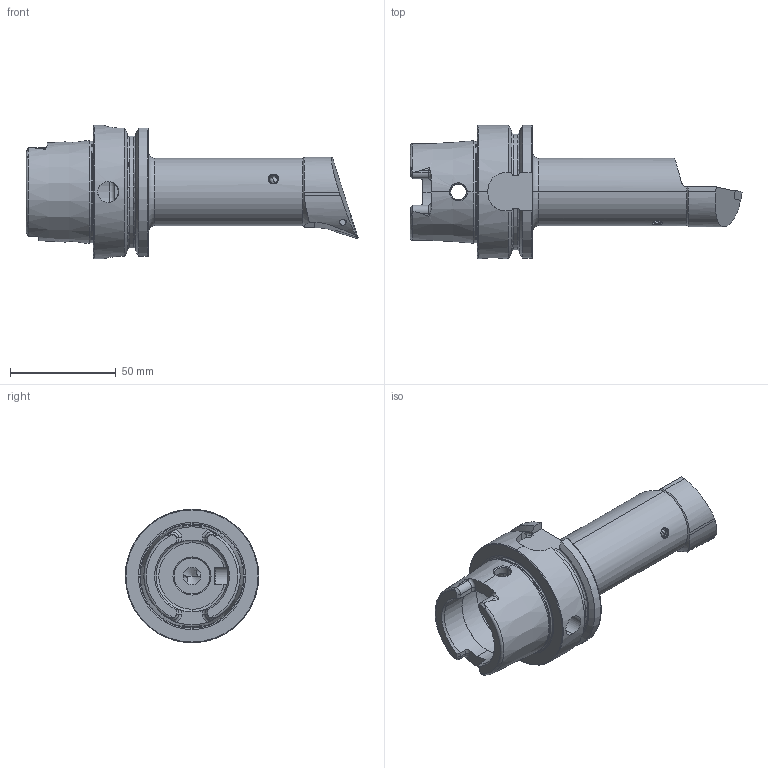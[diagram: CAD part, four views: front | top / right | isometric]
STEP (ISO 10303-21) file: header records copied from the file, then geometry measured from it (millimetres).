
FILE_DESCRIPTION (( 'STEP AP214' ), '1' );
FILE_NAME ('HA6.BDB.RQB.125.STEP', '2020-09-11T06:31:45', ( '' ), ( '' ), 'SwSTEP 2.0', 'SolidWorks 2017', '' );
FILE_SCHEMA (( 'AUTOMOTIVE_DESIGN' ));
Length unit declared in the file: millimetre
Products named in the file (5): HA6-BDB.RQB.125_B; WCB-ER2.001.009_A; DCMT11T304; HA6.BDB.RQB.125; KVT_MB_600_050
Assembly tree (4 placements, depth 2):
  HA6.BDB.RQB.125
    HA6-BDB.RQB.125_B
    DCMT11T304
    WCB-ER2.001.009_A
    KVT_MB_600_050
Bounding box: 156.9 x 63 x 63 mm (x, y, z)
Volume: 143582.2 mm3; surface area: 34264 mm2
Topology: 5 solids, 5 shells, 308 faces, 801 edges, 492 vertices
Faces by surface type: cylinder 90, plane 79, cone 78, torus 37, bspline 20, sphere 4
Entity records: 12570 total; most frequent: CARTESIAN_POINT 4081, ORIENTED_EDGE 1572, DIRECTION 1404, EDGE_CURVE 786, AXIS2_PLACEMENT_3D 561, VERTEX_POINT 489, EDGE_LOOP 323, ADVANCED_FACE 308
